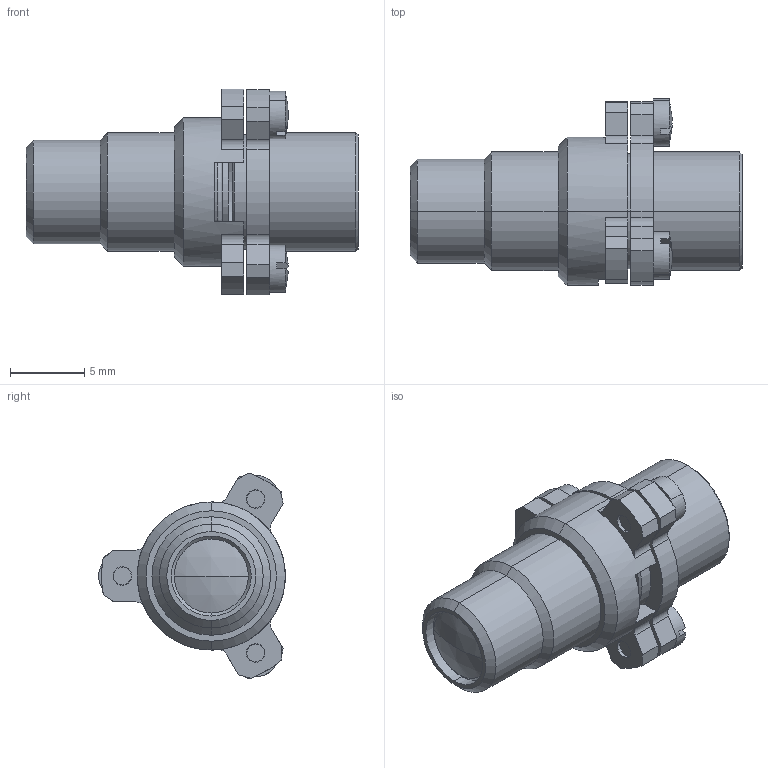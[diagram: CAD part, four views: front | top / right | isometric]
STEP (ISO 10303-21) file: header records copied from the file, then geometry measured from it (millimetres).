
FILE_DESCRIPTION (( 'STEP AP203' ), '1' );
FILE_NAME ('Microscope-00.STEP', '2023-03-07T12:51:42', ( '' ), ( '' ), 'SwSTEP 2.0', 'SolidWorks 2018', '' );
FILE_SCHEMA (( 'CONFIG_CONTROL_DESIGN' ));
Length unit declared in the file: millimetre
Products named in the file (1): Microscope-00
Bounding box: 22.41 x 12.6 x 13.9 mm (x, y, z)
Surface area: 1280 mm2 (no closed solid volume)
Topology: 0 solids, 13 shells, 164 faces, 440 edges, 295 vertices
Faces by surface type: plane 63, cylinder 58, cone 29, sphere 10, torus 4
Entity records: 5301 total; most frequent: DIRECTION 988, CARTESIAN_POINT 930, ORIENTED_EDGE 816, EDGE_CURVE 440, AXIS2_PLACEMENT_3D 393, VERTEX_POINT 295, CIRCLE 228, LINE 202
